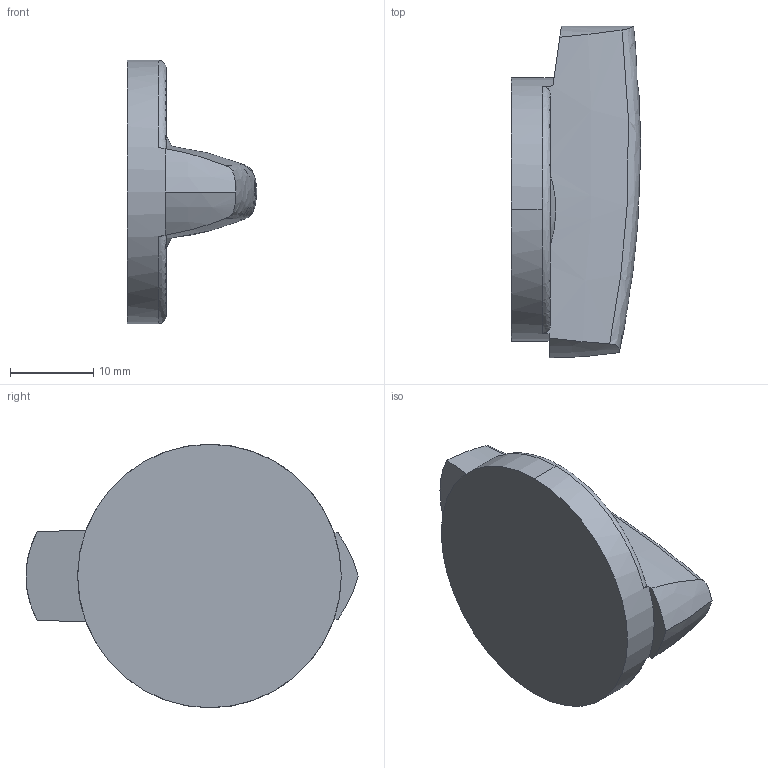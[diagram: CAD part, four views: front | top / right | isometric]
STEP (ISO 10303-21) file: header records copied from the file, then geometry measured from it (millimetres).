
FILE_DESCRIPTION (( 'STEP AP214' ), '1' );
FILE_NAME ('22995012.step', '2016-05-09T12:20:39', ( '' ), ( '' ), 'SwSTEP 2.0', 'SolidWorks 2015', '' );
FILE_SCHEMA (( 'AUTOMOTIVE_DESIGN' ));
Length unit declared in the file: inch
Products named in the file (1): 22995012
Bounding box: 15.47 x 39.8 x 31.6 mm (x, y, z)
Volume: 6820.2 mm3; surface area: 2865.4 mm2
Topology: 1 solids, 1 shells, 17 faces, 49 edges, 34 vertices
Faces by surface type: bspline 11, cylinder 3, plane 3
Entity records: 1379 total; most frequent: CARTESIAN_POINT 998, ORIENTED_EDGE 98, EDGE_CURVE 49, DIRECTION 34, VERTEX_POINT 34, B_SPLINE_CURVE_WITH_KNOTS 33, ADVANCED_FACE 17, EDGE_LOOP 17
